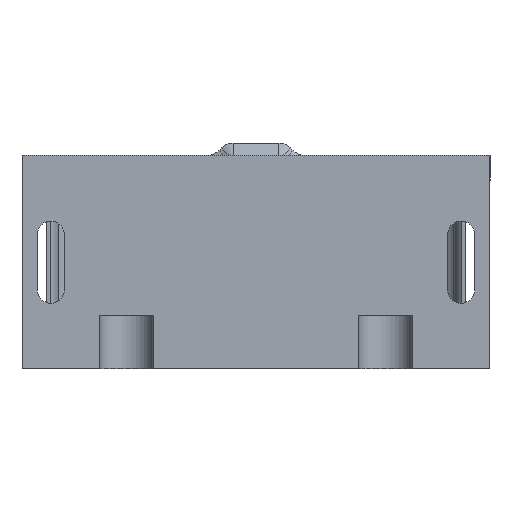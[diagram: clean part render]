
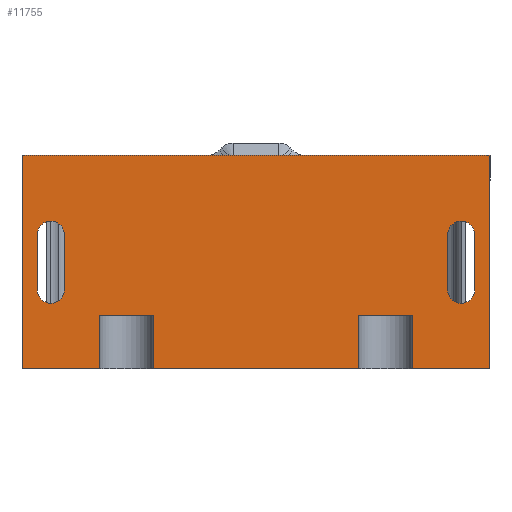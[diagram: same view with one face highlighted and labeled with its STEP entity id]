
A CAD part, front view. The second image highlights one B-rep face of the part: STEP entity #11755.
In plain terms, the highlighted planar face has unit normal (0, -1, 0).
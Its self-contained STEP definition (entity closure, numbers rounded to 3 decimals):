
#2513=DIRECTION('',(1.,0.,0.));
#2514=VECTOR('',#2513,13.2);
#2515=CARTESIAN_POINT('',(-38.2,-49.,-10.));
#2516=LINE('',#2515,#2514);
#2532=CARTESIAN_POINT('',(-50.,-49.,-3.7));
#2533=DIRECTION('',(0.,-1.,0.));
#2534=DIRECTION('',(-1.,0.,0.));
#2535=AXIS2_PLACEMENT_3D('',#2532,#2533,#2534);
#2537=CARTESIAN_POINT('',(-50.,-49.,9.703));
#2538=DIRECTION('',(0.,-1.,0.));
#2539=DIRECTION('',(1.,0.,0.));
#2540=AXIS2_PLACEMENT_3D('',#2537,#2538,#2539);
#2542=CARTESIAN_POINT('',(50.,-49.,9.703));
#2543=DIRECTION('',(0.,-1.,0.));
#2544=DIRECTION('',(1.,0.,0.));
#2545=AXIS2_PLACEMENT_3D('',#2542,#2543,#2544);
#2547=CARTESIAN_POINT('',(50.,-49.,-3.7));
#2548=DIRECTION('',(0.,-1.,0.));
#2549=DIRECTION('',(-1.,0.,0.));
#2550=AXIS2_PLACEMENT_3D('',#2547,#2548,#2549);
#2552=DIRECTION('',(0.,0.,1.));
#2553=VECTOR('',#2552,52.);
#2554=CARTESIAN_POINT('',(-57.,-49.,-23.));
#2555=LINE('',#2554,#2553);
#2556=DIRECTION('',(1.,0.,0.));
#2557=VECTOR('',#2556,114.);
#2558=CARTESIAN_POINT('',(-57.,-49.,29.));
#2559=LINE('',#2558,#2557);
#2560=DIRECTION('',(-1.,0.,0.));
#2561=VECTOR('',#2560,18.8);
#2562=CARTESIAN_POINT('',(57.,-49.,-23.));
#2563=LINE('',#2562,#2561);
#2564=DIRECTION('',(-1.,0.,0.));
#2565=VECTOR('',#2564,50.);
#2566=CARTESIAN_POINT('',(25.,-49.,-23.));
#2567=LINE('',#2566,#2565);
#2568=DIRECTION('',(-1.,0.,0.));
#2569=VECTOR('',#2568,18.8);
#2570=CARTESIAN_POINT('',(-38.2,-49.,-23.));
#2571=LINE('',#2570,#2569);
#2572=DIRECTION('',(0.,0.,1.));
#2573=VECTOR('',#2572,13.403);
#2574=CARTESIAN_POINT('',(-53.3,-49.,-3.7));
#2575=LINE('',#2574,#2573);
#2588=DIRECTION('',(0.,0.,-1.));
#2589=VECTOR('',#2588,13.403);
#2590=CARTESIAN_POINT('',(-46.7,-49.,9.703));
#2591=LINE('',#2590,#2589);
#3774=DIRECTION('',(0.,0.,1.));
#3775=VECTOR('',#3774,52.);
#3776=CARTESIAN_POINT('',(57.,-49.,-23.));
#3777=LINE('',#3776,#3775);
#3828=DIRECTION('',(0.,0.,-1.));
#3829=VECTOR('',#3828,13.403);
#3830=CARTESIAN_POINT('',(53.3,-49.,9.703));
#3831=LINE('',#3830,#3829);
#3836=DIRECTION('',(0.,0.,1.));
#3837=VECTOR('',#3836,13.403);
#3838=CARTESIAN_POINT('',(46.7,-49.,-3.7));
#3839=LINE('',#3838,#3837);
#4405=DIRECTION('',(0.,0.,1.));
#4406=VECTOR('',#4405,13.);
#4407=CARTESIAN_POINT('',(-38.2,-49.,-23.));
#4408=LINE('',#4407,#4406);
#4429=DIRECTION('',(0.,0.,-1.));
#4430=VECTOR('',#4429,13.);
#4431=CARTESIAN_POINT('',(-25.,-49.,-10.));
#4432=LINE('',#4431,#4430);
#4437=DIRECTION('',(0.,0.,1.));
#4438=VECTOR('',#4437,13.);
#4439=CARTESIAN_POINT('',(25.,-49.,-23.));
#4440=LINE('',#4439,#4438);
#4449=DIRECTION('',(1.,0.,0.));
#4450=VECTOR('',#4449,13.2);
#4451=CARTESIAN_POINT('',(25.,-49.,-10.));
#4452=LINE('',#4451,#4450);
#4476=DIRECTION('',(0.,0.,-1.));
#4477=VECTOR('',#4476,13.);
#4478=CARTESIAN_POINT('',(38.2,-49.,-10.));
#4479=LINE('',#4478,#4477);
#6954=CARTESIAN_POINT('',(-57.,-49.,-23.));
#6955=VERTEX_POINT('',#6954);
#6956=CARTESIAN_POINT('',(-38.2,-49.,-23.));
#6957=VERTEX_POINT('',#6956);
#6962=CARTESIAN_POINT('',(-25.,-49.,-23.));
#6963=VERTEX_POINT('',#6962);
#6964=CARTESIAN_POINT('',(25.,-49.,-23.));
#6965=VERTEX_POINT('',#6964);
#6970=CARTESIAN_POINT('',(38.2,-49.,-23.));
#6971=VERTEX_POINT('',#6970);
#6972=CARTESIAN_POINT('',(57.,-49.,-23.));
#6973=VERTEX_POINT('',#6972);
#7098=CARTESIAN_POINT('',(25.,-49.,-10.));
#7099=CARTESIAN_POINT('',(38.2,-49.,-10.));
#7100=VERTEX_POINT('',#7098);
#7101=VERTEX_POINT('',#7099);
#7102=CARTESIAN_POINT('',(-25.,-49.,-10.));
#7103=VERTEX_POINT('',#7102);
#7104=CARTESIAN_POINT('',(-38.2,-49.,-10.));
#7105=VERTEX_POINT('',#7104);
#7106=CARTESIAN_POINT('',(-53.3,-49.,-3.7));
#7107=CARTESIAN_POINT('',(-46.7,-49.,-3.7));
#7108=VERTEX_POINT('',#7106);
#7109=VERTEX_POINT('',#7107);
#7110=CARTESIAN_POINT('',(-46.7,-49.,9.703));
#7111=VERTEX_POINT('',#7110);
#7112=CARTESIAN_POINT('',(-53.3,-49.,9.703));
#7113=VERTEX_POINT('',#7112);
#7114=CARTESIAN_POINT('',(53.3,-49.,9.703));
#7115=CARTESIAN_POINT('',(53.3,-49.,-3.7));
#7116=VERTEX_POINT('',#7114);
#7117=VERTEX_POINT('',#7115);
#7118=CARTESIAN_POINT('',(46.7,-49.,9.703));
#7119=VERTEX_POINT('',#7118);
#7120=CARTESIAN_POINT('',(46.7,-49.,-3.7));
#7121=VERTEX_POINT('',#7120);
#7175=CARTESIAN_POINT('',(57.,-49.,29.));
#7176=VERTEX_POINT('',#7175);
#7177=CARTESIAN_POINT('',(-57.,-49.,29.));
#7178=VERTEX_POINT('',#7177);
#11705=CARTESIAN_POINT('',(0.,-49.,0.));
#11706=DIRECTION('',(0.,1.,0.));
#11707=DIRECTION('',(1.,0.,0.));
#11708=AXIS2_PLACEMENT_3D('',#11705,#11706,#11707);
#11709=PLANE('',#11708);
#11711=ORIENTED_EDGE('',*,*,#11710,.T.);
#11713=ORIENTED_EDGE('',*,*,#11712,.T.);
#11715=ORIENTED_EDGE('',*,*,#11714,.F.);
#11717=ORIENTED_EDGE('',*,*,#11716,.T.);
#11719=ORIENTED_EDGE('',*,*,#11718,.F.);
#11721=ORIENTED_EDGE('',*,*,#11720,.F.);
#11723=ORIENTED_EDGE('',*,*,#11722,.F.);
#11725=ORIENTED_EDGE('',*,*,#11724,.T.);
#11727=ORIENTED_EDGE('',*,*,#11726,.F.);
#11728=ORIENTED_EDGE('',*,*,#11683,.F.);
#11730=ORIENTED_EDGE('',*,*,#11729,.F.);
#11732=ORIENTED_EDGE('',*,*,#11731,.T.);
#11733=EDGE_LOOP('',(#11711,#11713,#11715,#11717,#11719,#11721,#11723,#11725,
#11727,#11728,#11730,#11732));
#11734=FACE_OUTER_BOUND('',#11733,.F.);
#11736=ORIENTED_EDGE('',*,*,#11735,.F.);
#11738=ORIENTED_EDGE('',*,*,#11737,.T.);
#11740=ORIENTED_EDGE('',*,*,#11739,.F.);
#11742=ORIENTED_EDGE('',*,*,#11741,.T.);
#11743=EDGE_LOOP('',(#11736,#11738,#11740,#11742));
#11744=FACE_BOUND('',#11743,.F.);
#11746=ORIENTED_EDGE('',*,*,#11745,.T.);
#11748=ORIENTED_EDGE('',*,*,#11747,.F.);
#11750=ORIENTED_EDGE('',*,*,#11749,.T.);
#11752=ORIENTED_EDGE('',*,*,#11751,.F.);
#11753=EDGE_LOOP('',(#11746,#11748,#11750,#11752));
#11754=FACE_BOUND('',#11753,.F.);
#2536=CIRCLE('',#2535,3.3);
#2541=CIRCLE('',#2540,3.3);
#2546=CIRCLE('',#2545,3.3);
#2551=CIRCLE('',#2550,3.3);
#11683=EDGE_CURVE('',#7105,#7103,#2516,.T.);
#11710=EDGE_CURVE('',#6955,#7178,#2555,.T.);
#11712=EDGE_CURVE('',#7178,#7176,#2559,.T.);
#11714=EDGE_CURVE('',#6973,#7176,#3777,.T.);
#11716=EDGE_CURVE('',#6973,#6971,#2563,.T.);
#11718=EDGE_CURVE('',#7101,#6971,#4479,.T.);
#11720=EDGE_CURVE('',#7100,#7101,#4452,.T.);
#11722=EDGE_CURVE('',#6965,#7100,#4440,.T.);
#11724=EDGE_CURVE('',#6965,#6963,#2567,.T.);
#11726=EDGE_CURVE('',#7103,#6963,#4432,.T.);
#11729=EDGE_CURVE('',#6957,#7105,#4408,.T.);
#11731=EDGE_CURVE('',#6957,#6955,#2571,.T.);
#11735=EDGE_CURVE('',#7116,#7117,#3831,.T.);
#11737=EDGE_CURVE('',#7116,#7119,#2546,.T.);
#11739=EDGE_CURVE('',#7121,#7119,#3839,.T.);
#11741=EDGE_CURVE('',#7121,#7117,#2551,.T.);
#11745=EDGE_CURVE('',#7108,#7109,#2536,.T.);
#11747=EDGE_CURVE('',#7111,#7109,#2591,.T.);
#11749=EDGE_CURVE('',#7111,#7113,#2541,.T.);
#11751=EDGE_CURVE('',#7108,#7113,#2575,.T.);
#11755=ADVANCED_FACE('',(#11734,#11744,#11754),#11709,.F.);
